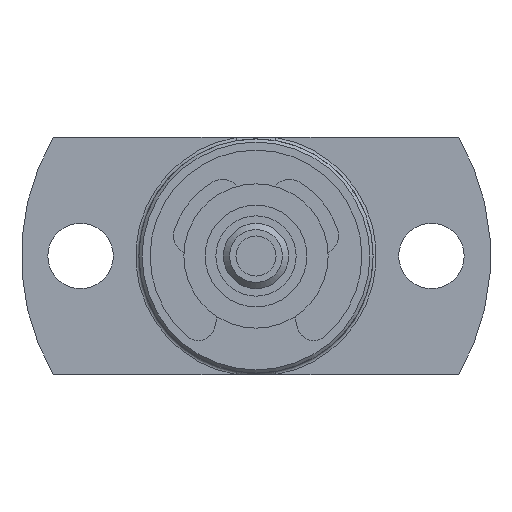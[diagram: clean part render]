
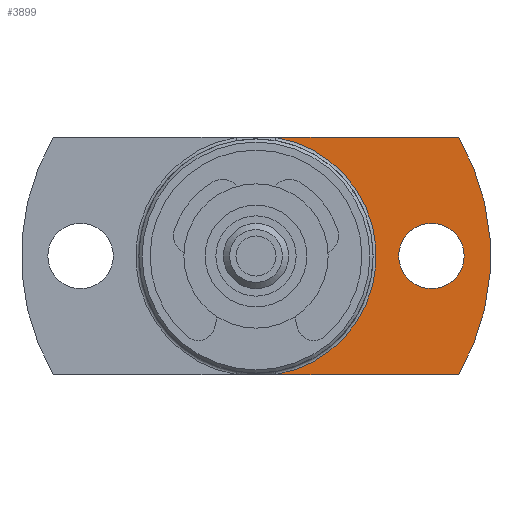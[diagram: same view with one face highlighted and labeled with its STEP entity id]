
A CAD part, left-side view. The second image highlights one B-rep face of the part: STEP entity #3899.
In plain terms, the highlighted planar face has unit normal (-1, 0, 0).
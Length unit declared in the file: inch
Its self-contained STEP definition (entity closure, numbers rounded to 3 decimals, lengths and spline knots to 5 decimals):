
#410 = CARTESIAN_POINT ( 'NONE',  ( 0.6248, 0., 0. ) ) ;
#514 = CARTESIAN_POINT ( 'NONE',  ( 0.6248, 0., 0. ) ) ;
#556 = VERTEX_POINT ( 'NONE', #2985 ) ;
#632 = DIRECTION ( 'NONE',  ( 0., -1., 0. ) ) ;
#896 = VERTEX_POINT ( 'NONE', #2221 ) ;
#1030 = EDGE_LOOP ( 'NONE', ( #6701 ) ) ;
#1040 = CARTESIAN_POINT ( 'NONE',  ( 0.6248, -0.33169, 0. ) ) ;
#1075 = LINE ( 'NONE', #5060, #5443 ) ;
#1084 = DIRECTION ( 'NONE',  ( 0., 1., 0. ) ) ;
#1153 = AXIS2_PLACEMENT_3D ( 'NONE', #5932, #4180, #1760 ) ;
#1270 = DIRECTION ( 'NONE',  ( 1., 0., 0. ) ) ;
#1283 = DIRECTION ( 'NONE',  ( -1., 0., 0. ) ) ;
#1538 = ORIENTED_EDGE ( 'NONE', *, *, #2280, .F. ) ;
#1624 = ORIENTED_EDGE ( 'NONE', *, *, #4826, .T. ) ;
#1703 = FACE_OUTER_BOUND ( 'NONE', #4115, .T. ) ;
#1760 = DIRECTION ( 'NONE',  ( 0., 1., 0. ) ) ;
#2160 = CARTESIAN_POINT ( 'NONE',  ( 0.6248, -0.32276, 0.18898 ) ) ;
#2221 = CARTESIAN_POINT ( 'NONE',  ( 0.6248, -0.03168, -0.18898 ) ) ;
#2280 = EDGE_CURVE ( 'NONE', #6030, #556, #5203, .T. ) ;
#2507 = ORIENTED_EDGE ( 'NONE', *, *, #5227, .T. ) ;
#2965 = VERTEX_POINT ( 'NONE', #6972 ) ;
#2985 = CARTESIAN_POINT ( 'NONE',  ( 0.6248, -0.32276, -0.18898 ) ) ;
#3347 = VERTEX_POINT ( 'NONE', #1040 ) ;
#3612 = PLANE ( 'NONE',  #4953 ) ;
#3899 = ADVANCED_FACE ( 'NONE', ( #7287, #1703 ), #3612, .F. ) ;
#4115 = EDGE_LOOP ( 'NONE', ( #1624, #2507, #4710, #1538 ) ) ;
#4180 = DIRECTION ( 'NONE',  ( 1., 0., 0. ) ) ;
#4464 = DIRECTION ( 'NONE',  ( 1., 0., 0. ) ) ;
#4500 = DIRECTION ( 'NONE',  ( 0., 1., 0. ) ) ;
#4710 = ORIENTED_EDGE ( 'NONE', *, *, #5437, .T. ) ;
#4826 = EDGE_CURVE ( 'NONE', #6030, #2965, #1075, .T. ) ;
#4953 = AXIS2_PLACEMENT_3D ( 'NONE', #514, #1270, #1084 ) ;
#4975 = LINE ( 'NONE', #5307, #5628 ) ;
#5060 = CARTESIAN_POINT ( 'NONE',  ( 0.6248, -0.37402, 0.18898 ) ) ;
#5203 = CIRCLE ( 'NONE', #1153, 0.37402 ) ;
#5227 = EDGE_CURVE ( 'NONE', #2965, #896, #6255, .T. ) ;
#5307 = CARTESIAN_POINT ( 'NONE',  ( 0.6248, -0.37402, -0.18898 ) ) ;
#5325 = CARTESIAN_POINT ( 'NONE',  ( 0.6248, -0.27953, 0. ) ) ;
#5415 = AXIS2_PLACEMENT_3D ( 'NONE', #410, #4464, #7423 ) ;
#5437 = EDGE_CURVE ( 'NONE', #896, #556, #4975, .T. ) ;
#5443 = VECTOR ( 'NONE', #4500, 39.37008 ) ;
#5628 = VECTOR ( 'NONE', #632, 39.37008 ) ;
#5932 = CARTESIAN_POINT ( 'NONE',  ( 0.6248, 0., 0. ) ) ;
#5978 = CIRCLE ( 'NONE', #7137, 0.05217 ) ;
#6030 = VERTEX_POINT ( 'NONE', #2160 ) ;
#6255 = CIRCLE ( 'NONE', #5415, 0.19161 ) ;
#6701 = ORIENTED_EDGE ( 'NONE', *, *, #7369, .F. ) ;
#6972 = CARTESIAN_POINT ( 'NONE',  ( 0.6248, -0.03168, 0.18898 ) ) ;
#7079 = DIRECTION ( 'NONE',  ( 0., -1., 0. ) ) ;
#7137 = AXIS2_PLACEMENT_3D ( 'NONE', #5325, #1283, #7079 ) ;
#7287 = FACE_BOUND ( 'NONE', #1030, .T. ) ;
#7369 = EDGE_CURVE ( 'NONE', #3347, #3347, #5978, .T. ) ;
#7423 = DIRECTION ( 'NONE',  ( 0., 1., 0. ) ) ;
